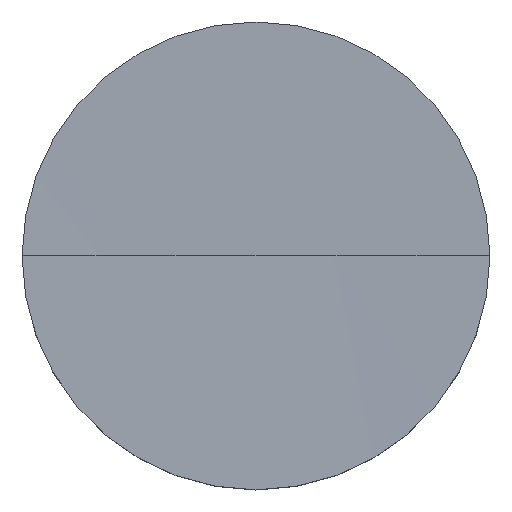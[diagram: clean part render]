
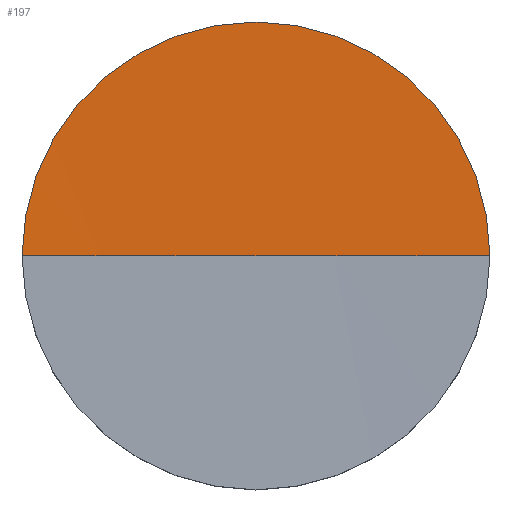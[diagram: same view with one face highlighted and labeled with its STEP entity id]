
A CAD part, top view. The second image highlights one B-rep face of the part: STEP entity #197.
In plain terms, the highlighted spherical face has radius 400 mm.
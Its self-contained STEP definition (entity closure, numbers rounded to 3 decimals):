
#8 = AXIS2_PLACEMENT_3D ( 'NONE', #18, #190, #35 ) ;
#18 = CARTESIAN_POINT ( 'NONE',  ( 0., 0., 402.95 ) ) ;
#19 = DIRECTION ( 'NONE',  ( 1., 0., 0. ) ) ;
#20 = EDGE_CURVE ( 'NONE', #179, #36, #138, .T. ) ;
#24 = VERTEX_POINT ( 'NONE', #113 ) ;
#35 = DIRECTION ( 'NONE',  ( 0., 0., 1. ) ) ;
#36 = VERTEX_POINT ( 'NONE', #68 ) ;
#44 = AXIS2_PLACEMENT_3D ( 'NONE', #178, #64, #19 ) ;
#60 = CIRCLE ( 'NONE', #158, 400. ) ;
#64 = DIRECTION ( 'NONE',  ( 0., 0., -1. ) ) ;
#68 = CARTESIAN_POINT ( 'NONE',  ( 6.35, 0., 3. ) ) ;
#75 = CARTESIAN_POINT ( 'NONE',  ( 0., 0., 402.95 ) ) ;
#76 = FACE_OUTER_BOUND ( 'NONE', #99, .T. ) ;
#77 = SPHERICAL_SURFACE ( 'NONE', #85, 400. ) ;
#85 = AXIS2_PLACEMENT_3D ( 'NONE', #176, #108, #198 ) ;
#99 = EDGE_LOOP ( 'NONE', ( #145, #182, #155 ) ) ;
#101 = EDGE_CURVE ( 'NONE', #36, #24, #106, .T. ) ;
#106 = CIRCLE ( 'NONE', #8, 400. ) ;
#108 = DIRECTION ( 'NONE',  ( 0., -1., 0. ) ) ;
#113 = CARTESIAN_POINT ( 'NONE',  ( 0., 0., 2.95 ) ) ;
#138 = CIRCLE ( 'NONE', #44, 6.35 ) ;
#144 = DIRECTION ( 'NONE',  ( 1., 0., 0. ) ) ;
#145 = ORIENTED_EDGE ( 'NONE', *, *, #20, .F. ) ;
#155 = ORIENTED_EDGE ( 'NONE', *, *, #101, .F. ) ;
#158 = AXIS2_PLACEMENT_3D ( 'NONE', #75, #161, #144 ) ;
#161 = DIRECTION ( 'NONE',  ( 0., -1., 0. ) ) ;
#176 = CARTESIAN_POINT ( 'NONE',  ( 0., 0., 402.95 ) ) ;
#177 = CARTESIAN_POINT ( 'NONE',  ( -6.35, 0., 3. ) ) ;
#178 = CARTESIAN_POINT ( 'NONE',  ( 0., 0., 3. ) ) ;
#179 = VERTEX_POINT ( 'NONE', #177 ) ;
#182 = ORIENTED_EDGE ( 'NONE', *, *, #184, .T. ) ;
#184 = EDGE_CURVE ( 'NONE', #179, #24, #60, .T. ) ;
#190 = DIRECTION ( 'NONE',  ( 0., 1., 0. ) ) ;
#197 = ADVANCED_FACE ( 'NONE', ( #76 ), #77, .F. ) ;
#198 = DIRECTION ( 'NONE',  ( 1., 0., 0. ) ) ;
